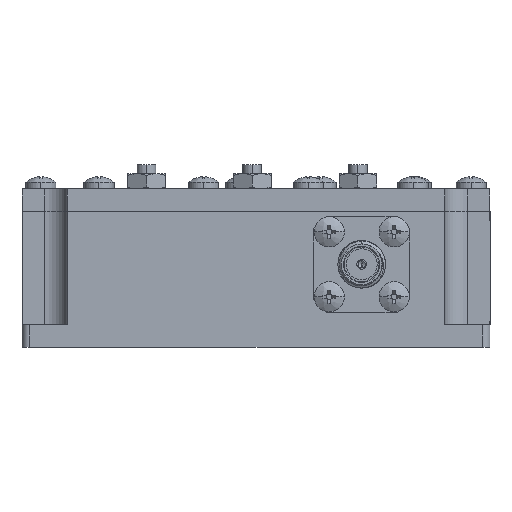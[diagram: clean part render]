
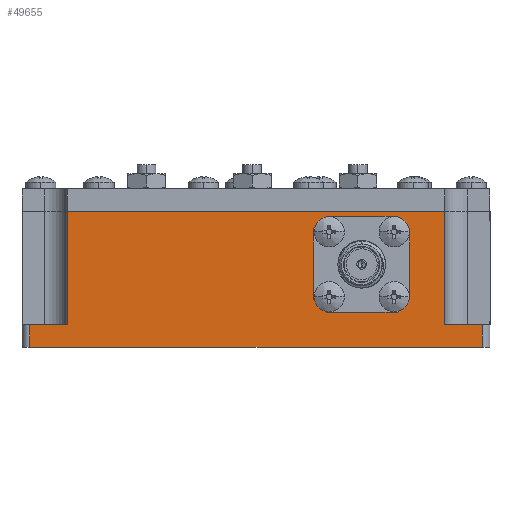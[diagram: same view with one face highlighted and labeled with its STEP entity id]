
A CAD part, left-side view. The second image highlights one B-rep face of the part: STEP entity #49655.
In plain terms, the highlighted planar face has unit normal (-1, 0, 0).
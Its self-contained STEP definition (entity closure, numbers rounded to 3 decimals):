
#447 = ORIENTED_EDGE ( 'NONE', *, *, #77943, .T. ) ;
#587 = CARTESIAN_POINT ( 'NONE',  ( -48.898, -12.309, -3. ) ) ;
#900 = ORIENTED_EDGE ( 'NONE', *, *, #26454, .T. ) ;
#1706 = VERTEX_POINT ( 'NONE', #44642 ) ;
#2447 = CARTESIAN_POINT ( 'NONE',  ( -48.898, -34.659, -3. ) ) ;
#2455 = CARTESIAN_POINT ( 'NONE',  ( -48.898, -34.659, -21. ) ) ;
#2640 = ORIENTED_EDGE ( 'NONE', *, *, #78078, .T. ) ;
#2856 = DIRECTION ( 'NONE',  ( 0., 0., -1. ) ) ;
#4200 = DIRECTION ( 'NONE',  ( 0., 1., 0. ) ) ;
#4212 = CARTESIAN_POINT ( 'NONE',  ( -48.898, -18.659, -10. ) ) ;
#4216 = ORIENTED_EDGE ( 'NONE', *, *, #18554, .F. ) ;
#4605 = PLANE ( 'NONE',  #39854 ) ;
#5019 = FACE_OUTER_BOUND ( 'NONE', #6701, .T. ) ;
#5252 = VECTOR ( 'NONE', #51674, 1000. ) ;
#6158 = AXIS2_PLACEMENT_3D ( 'NONE', #55427, #80424, #48759 ) ;
#6701 = EDGE_LOOP ( 'NONE', ( #57094, #65330, #12174, #15631, #447, #64816, #4216, #2640 ) ) ;
#6838 = DIRECTION ( 'NONE',  ( 0., 0., 1. ) ) ;
#7791 = DIRECTION ( 'NONE',  ( 0., -1., 0. ) ) ;
#8153 = DIRECTION ( 'NONE',  ( 0., 1., 0. ) ) ;
#8503 = VERTEX_POINT ( 'NONE', #13002 ) ;
#9854 = CARTESIAN_POINT ( 'NONE',  ( -48.898, -12.309, -14.7 ) ) ;
#10177 = VECTOR ( 'NONE', #12697, 1000. ) ;
#11295 = DIRECTION ( 'NONE',  ( 0., 0., -1. ) ) ;
#12174 = ORIENTED_EDGE ( 'NONE', *, *, #42094, .F. ) ;
#12585 = VERTEX_POINT ( 'NONE', #58301 ) ;
#12697 = DIRECTION ( 'NONE',  ( 0., -1., 0. ) ) ;
#13002 = CARTESIAN_POINT ( 'NONE',  ( -48.898, -23.359, -3.65 ) ) ;
#13092 = LINE ( 'NONE', #37356, #56387 ) ;
#14948 = LINE ( 'NONE', #2447, #22675 ) ;
#15631 = ORIENTED_EDGE ( 'NONE', *, *, #70091, .T. ) ;
#15775 = CIRCLE ( 'NONE', #62375, 7.9 ) ;
#15859 = CARTESIAN_POINT ( 'NONE',  ( -48.898, 25.341, -21. ) ) ;
#16156 = DIRECTION ( 'NONE',  ( 0., -1., 0. ) ) ;
#16187 = EDGE_CURVE ( 'NONE', #42309, #74370, #14948, .T. ) ;
#17005 = VECTOR ( 'NONE', #81564, 1000. ) ;
#17239 = CARTESIAN_POINT ( 'NONE',  ( -48.898, -34.659, -18. ) ) ;
#18554 = EDGE_CURVE ( 'NONE', #24290, #42309, #77870, .T. ) ;
#19168 = VECTOR ( 'NONE', #7791, 1000. ) ;
#21313 = VERTEX_POINT ( 'NONE', #41120 ) ;
#22675 = VECTOR ( 'NONE', #2856, 1000. ) ;
#22783 = VECTOR ( 'NONE', #6838, 1000. ) ;
#24290 = VERTEX_POINT ( 'NONE', #27252 ) ;
#25215 = DIRECTION ( 'NONE',  ( 0., 0., 1. ) ) ;
#26454 = EDGE_CURVE ( 'NONE', #32866, #40182, #59084, .T. ) ;
#27252 = CARTESIAN_POINT ( 'NONE',  ( -48.898, -29.659, -18. ) ) ;
#27876 = AXIS2_PLACEMENT_3D ( 'NONE', #55131, #75542, #50105 ) ;
#28748 = ORIENTED_EDGE ( 'NONE', *, *, #51330, .T. ) ;
#29671 = LINE ( 'NONE', #35149, #57483 ) ;
#29700 = EDGE_CURVE ( 'NONE', #82461, #8503, #64183, .T. ) ;
#29713 = CARTESIAN_POINT ( 'NONE',  ( -48.898, 20.341, -18. ) ) ;
#30102 = DIRECTION ( 'NONE',  ( 1., 0., 0. ) ) ;
#30247 = VECTOR ( 'NONE', #52424, 1000. ) ;
#30363 = VECTOR ( 'NONE', #8153, 1000. ) ;
#32851 = VERTEX_POINT ( 'NONE', #62277 ) ;
#32866 = VERTEX_POINT ( 'NONE', #37282 ) ;
#32895 = CIRCLE ( 'NONE', #6158, 7.9 ) ;
#34356 = EDGE_CURVE ( 'NONE', #21313, #73143, #13092, .T. ) ;
#35149 = CARTESIAN_POINT ( 'NONE',  ( -48.898, 25.341, -3. ) ) ;
#37282 = CARTESIAN_POINT ( 'NONE',  ( -48.898, -25.009, -5.3 ) ) ;
#37356 = CARTESIAN_POINT ( 'NONE',  ( -48.898, 25.341, -3. ) ) ;
#39012 = LINE ( 'NONE', #587, #22783 ) ;
#39854 = AXIS2_PLACEMENT_3D ( 'NONE', #48858, #60552, #4200 ) ;
#40182 = VERTEX_POINT ( 'NONE', #53149 ) ;
#40368 = EDGE_LOOP ( 'NONE', ( #61243, #56659, #28748, #47853, #41519, #900, #64322, #44879 ) ) ;
#41120 = CARTESIAN_POINT ( 'NONE',  ( -48.898, 20.341, -3. ) ) ;
#41519 = ORIENTED_EDGE ( 'NONE', *, *, #60021, .T. ) ;
#42094 = EDGE_CURVE ( 'NONE', #12585, #54050, #70699, .T. ) ;
#42285 = DIRECTION ( 'NONE',  ( 1., 0., 0. ) ) ;
#42309 = VERTEX_POINT ( 'NONE', #17239 ) ;
#44642 = CARTESIAN_POINT ( 'NONE',  ( -48.898, -12.309, -5.3 ) ) ;
#44656 = EDGE_CURVE ( 'NONE', #54050, #21313, #81933, .T. ) ;
#44879 = ORIENTED_EDGE ( 'NONE', *, *, #78272, .T. ) ;
#46131 = CARTESIAN_POINT ( 'NONE',  ( -48.898, 25.341, -16.35 ) ) ;
#46207 = CARTESIAN_POINT ( 'NONE',  ( -48.898, -29.659, -18. ) ) ;
#47853 = ORIENTED_EDGE ( 'NONE', *, *, #29700, .T. ) ;
#48131 = CARTESIAN_POINT ( 'NONE',  ( -48.898, -18.659, -10. ) ) ;
#48271 = CARTESIAN_POINT ( 'NONE',  ( -48.898, 25.341, -21. ) ) ;
#48759 = DIRECTION ( 'NONE',  ( 0., 0., -1. ) ) ;
#48858 = CARTESIAN_POINT ( 'NONE',  ( -48.898, 25.341, -3. ) ) ;
#49441 = DIRECTION ( 'NONE',  ( 0., -1., 0. ) ) ;
#49655 = ADVANCED_FACE ( 'NONE', ( #5019, #68035 ), #4605, .F. ) ;
#50105 = DIRECTION ( 'NONE',  ( 0., 0., -1. ) ) ;
#50738 = EDGE_CURVE ( 'NONE', #40182, #32851, #15775, .T. ) ;
#51330 = EDGE_CURVE ( 'NONE', #1706, #82461, #75835, .T. ) ;
#51674 = DIRECTION ( 'NONE',  ( 0., -1., 0. ) ) ;
#52424 = DIRECTION ( 'NONE',  ( 0., 0., -1. ) ) ;
#52803 = CIRCLE ( 'NONE', #75206, 7.9 ) ;
#53149 = CARTESIAN_POINT ( 'NONE',  ( -48.898, -25.009, -14.7 ) ) ;
#54050 = VERTEX_POINT ( 'NONE', #29713 ) ;
#55131 = CARTESIAN_POINT ( 'NONE',  ( -48.898, -18.659, -10. ) ) ;
#55427 = CARTESIAN_POINT ( 'NONE',  ( -48.898, -18.659, -10. ) ) ;
#56387 = VECTOR ( 'NONE', #49441, 1000. ) ;
#56621 = VERTEX_POINT ( 'NONE', #15859 ) ;
#56659 = ORIENTED_EDGE ( 'NONE', *, *, #63909, .T. ) ;
#57094 = ORIENTED_EDGE ( 'NONE', *, *, #34356, .F. ) ;
#57104 = CARTESIAN_POINT ( 'NONE',  ( -48.898, 25.341, -3.65 ) ) ;
#57483 = VECTOR ( 'NONE', #80520, 1000. ) ;
#58259 = CARTESIAN_POINT ( 'NONE',  ( -48.898, -25.009, -3. ) ) ;
#58301 = CARTESIAN_POINT ( 'NONE',  ( -48.898, 25.341, -18. ) ) ;
#59084 = LINE ( 'NONE', #58259, #30247 ) ;
#59317 = VERTEX_POINT ( 'NONE', #9854 ) ;
#60021 = EDGE_CURVE ( 'NONE', #8503, #32866, #32895, .T. ) ;
#60552 = DIRECTION ( 'NONE',  ( 1., 0., 0. ) ) ;
#61243 = ORIENTED_EDGE ( 'NONE', *, *, #76154, .T. ) ;
#62277 = CARTESIAN_POINT ( 'NONE',  ( -48.898, -23.359, -16.35 ) ) ;
#62375 = AXIS2_PLACEMENT_3D ( 'NONE', #4212, #30102, #11295 ) ;
#63573 = CARTESIAN_POINT ( 'NONE',  ( -48.898, 20.341, -18. ) ) ;
#63732 = VECTOR ( 'NONE', #25215, 1000. ) ;
#63909 = EDGE_CURVE ( 'NONE', #59317, #1706, #39012, .T. ) ;
#64183 = LINE ( 'NONE', #57104, #5252 ) ;
#64322 = ORIENTED_EDGE ( 'NONE', *, *, #50738, .T. ) ;
#64416 = CARTESIAN_POINT ( 'NONE',  ( -48.898, 25.341, -18. ) ) ;
#64816 = ORIENTED_EDGE ( 'NONE', *, *, #16187, .F. ) ;
#65289 = LINE ( 'NONE', #46131, #30363 ) ;
#65330 = ORIENTED_EDGE ( 'NONE', *, *, #44656, .F. ) ;
#67708 = CARTESIAN_POINT ( 'NONE',  ( -48.898, -13.96, -16.35 ) ) ;
#67710 = DIRECTION ( 'NONE',  ( 0., 0., -1. ) ) ;
#68035 = FACE_BOUND ( 'NONE', #40368, .T. ) ;
#68259 = CARTESIAN_POINT ( 'NONE',  ( -48.898, -29.659, -18. ) ) ;
#68801 = CARTESIAN_POINT ( 'NONE',  ( -48.898, -29.659, -3. ) ) ;
#68894 = VERTEX_POINT ( 'NONE', #67708 ) ;
#69482 = LINE ( 'NONE', #68259, #17005 ) ;
#70091 = EDGE_CURVE ( 'NONE', #12585, #56621, #29671, .T. ) ;
#70291 = VECTOR ( 'NONE', #16156, 1000. ) ;
#70699 = LINE ( 'NONE', #64416, #10177 ) ;
#73143 = VERTEX_POINT ( 'NONE', #68801 ) ;
#74370 = VERTEX_POINT ( 'NONE', #2455 ) ;
#75206 = AXIS2_PLACEMENT_3D ( 'NONE', #48131, #42285, #67710 ) ;
#75542 = DIRECTION ( 'NONE',  ( 1., 0., 0. ) ) ;
#75835 = CIRCLE ( 'NONE', #27876, 7.9 ) ;
#76154 = EDGE_CURVE ( 'NONE', #68894, #59317, #52803, .T. ) ;
#77870 = LINE ( 'NONE', #46207, #19168 ) ;
#77943 = EDGE_CURVE ( 'NONE', #56621, #74370, #79539, .T. ) ;
#78078 = EDGE_CURVE ( 'NONE', #24290, #73143, #69482, .T. ) ;
#78272 = EDGE_CURVE ( 'NONE', #32851, #68894, #65289, .T. ) ;
#79083 = CARTESIAN_POINT ( 'NONE',  ( -48.898, -13.96, -3.65 ) ) ;
#79539 = LINE ( 'NONE', #48271, #70291 ) ;
#80424 = DIRECTION ( 'NONE',  ( 1., 0., 0. ) ) ;
#80520 = DIRECTION ( 'NONE',  ( 0., 0., -1. ) ) ;
#81564 = DIRECTION ( 'NONE',  ( 0., 0., 1. ) ) ;
#81933 = LINE ( 'NONE', #63573, #63732 ) ;
#82461 = VERTEX_POINT ( 'NONE', #79083 ) ;
